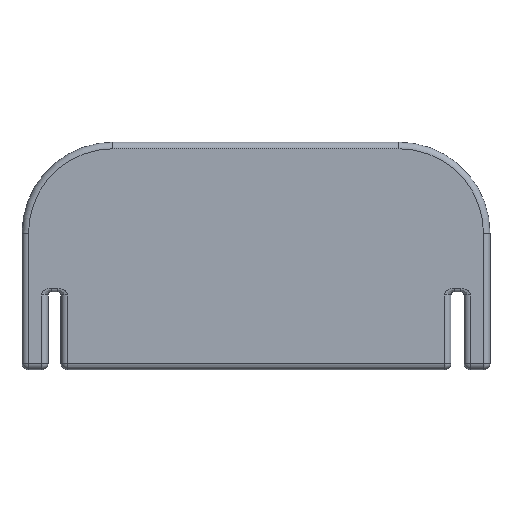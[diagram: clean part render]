
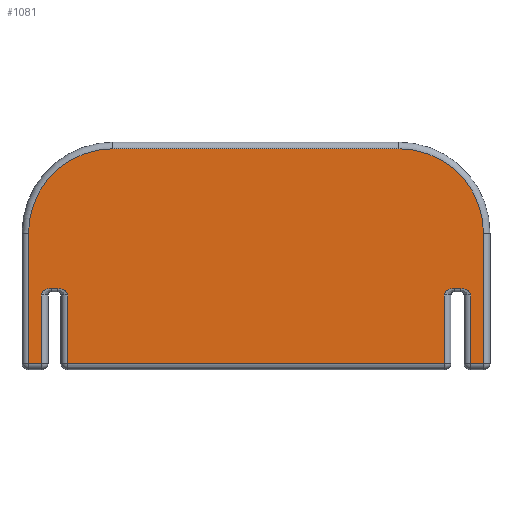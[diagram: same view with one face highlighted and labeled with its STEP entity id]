
A CAD part, front view. The second image highlights one B-rep face of the part: STEP entity #1081.
In plain terms, the highlighted planar face has unit normal (0, -1, 0).
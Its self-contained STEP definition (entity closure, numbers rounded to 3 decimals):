
#19=PLANE('',#1229);
#33=LINE('',#1698,#105);
#35=LINE('',#2022,#107);
#37=LINE('',#2284,#109);
#39=LINE('',#2322,#111);
#42=LINE('',#2340,#114);
#44=LINE('',#2346,#116);
#46=LINE('',#2358,#118);
#48=LINE('',#2367,#120);
#52=LINE('',#2373,#124);
#66=LINE('',#2412,#138);
#78=LINE('',#2430,#150);
#88=LINE('',#2445,#160);
#105=VECTOR('',#1279,10.);
#107=VECTOR('',#1299,10.);
#109=VECTOR('',#1323,10.);
#111=VECTOR('',#1367,10.);
#114=VECTOR('',#1388,10.);
#116=VECTOR('',#1394,10.);
#118=VECTOR('',#1408,10.);
#120=VECTOR('',#1420,10.);
#124=VECTOR('',#1428,10.);
#138=VECTOR('',#1476,10.);
#150=VECTOR('',#1500,10.);
#160=VECTOR('',#1520,10.);
#218=B_SPLINE_CURVE_WITH_KNOTS('',3,(#1847,#1848,#1849,#1850,#1851,#1852,
#1853,#1854),.UNSPECIFIED.,.F.,.F.,(4,1,1,1,1,4),(-1.,-0.786,
-0.571,-0.286,-0.143,0.),
 .UNSPECIFIED.);
#222=B_SPLINE_CURVE_WITH_KNOTS('',3,(#2011,#2012,#2013,#2014,#2015,#2016,
#2017,#2018,#2019),.UNSPECIFIED.,.F.,.F.,(4,1,1,1,1,1,4),(-1.,-0.857,
-0.786,-0.571,-0.286,-0.143,
0.),.UNSPECIFIED.);
#226=B_SPLINE_CURVE_WITH_KNOTS('',3,(#2188,#2189,#2190,#2191,#2192,#2193,
#2194,#2195,#2196),.UNSPECIFIED.,.F.,.F.,(4,1,1,1,1,1,4),(-1.,-0.857,
-0.786,-0.571,-0.286,-0.143,
0.),.UNSPECIFIED.);
#228=B_SPLINE_CURVE_WITH_KNOTS('',3,(#2274,#2275,#2276,#2277,#2278,#2279,
#2280,#2281),.UNSPECIFIED.,.F.,.F.,(4,1,1,1,1,4),(-1.,-0.786,
-0.571,-0.286,-0.143,0.),
 .UNSPECIFIED.);
#301=FACE_OUTER_BOUND('',#375,.T.);
#375=EDGE_LOOP('',(#937,#938,#939,#940,#941,#942,#943,#944,#945,#946,#947,
#948,#949,#950,#951,#952,#953,#954));
#440=CIRCLE('',#1179,13.);
#444=CIRCLE('',#1185,13.);
#461=VERTEX_POINT('',#1600);
#468=VERTEX_POINT('',#1694);
#475=VERTEX_POINT('',#1844);
#476=VERTEX_POINT('',#1846);
#483=VERTEX_POINT('',#2008);
#484=VERTEX_POINT('',#2010);
#491=VERTEX_POINT('',#2185);
#492=VERTEX_POINT('',#2187);
#498=VERTEX_POINT('',#2271);
#499=VERTEX_POINT('',#2273);
#508=VERTEX_POINT('',#2304);
#514=VERTEX_POINT('',#2318);
#517=VERTEX_POINT('',#2328);
#520=VERTEX_POINT('',#2335);
#521=VERTEX_POINT('',#2342);
#523=VERTEX_POINT('',#2348);
#525=VERTEX_POINT('',#2354);
#527=VERTEX_POINT('',#2360);
#553=EDGE_CURVE('',#461,#468,#33,.T.);
#561=EDGE_CURVE('',#475,#476,#218,.T.);
#569=EDGE_CURVE('',#483,#484,#222,.T.);
#571=EDGE_CURVE('',#468,#483,#35,.T.);
#579=EDGE_CURVE('',#491,#492,#226,.T.);
#586=EDGE_CURVE('',#498,#499,#228,.T.);
#588=EDGE_CURVE('',#484,#498,#37,.T.);
#605=EDGE_CURVE('',#499,#514,#39,.T.);
#614=EDGE_CURVE('',#514,#520,#42,.T.);
#617=EDGE_CURVE('',#520,#521,#44,.T.);
#620=EDGE_CURVE('',#521,#523,#440,.T.);
#623=EDGE_CURVE('',#523,#525,#46,.T.);
#626=EDGE_CURVE('',#525,#527,#444,.T.);
#628=EDGE_CURVE('',#527,#517,#48,.T.);
#632=EDGE_CURVE('',#517,#508,#52,.T.);
#654=EDGE_CURVE('',#508,#491,#66,.T.);
#666=EDGE_CURVE('',#492,#475,#78,.T.);
#676=EDGE_CURVE('',#476,#461,#88,.T.);
#937=ORIENTED_EDGE('',*,*,#586,.F.);
#938=ORIENTED_EDGE('',*,*,#588,.F.);
#939=ORIENTED_EDGE('',*,*,#569,.F.);
#940=ORIENTED_EDGE('',*,*,#571,.F.);
#941=ORIENTED_EDGE('',*,*,#553,.F.);
#942=ORIENTED_EDGE('',*,*,#676,.F.);
#943=ORIENTED_EDGE('',*,*,#561,.F.);
#944=ORIENTED_EDGE('',*,*,#666,.F.);
#945=ORIENTED_EDGE('',*,*,#579,.F.);
#946=ORIENTED_EDGE('',*,*,#654,.F.);
#947=ORIENTED_EDGE('',*,*,#632,.F.);
#948=ORIENTED_EDGE('',*,*,#628,.F.);
#949=ORIENTED_EDGE('',*,*,#626,.F.);
#950=ORIENTED_EDGE('',*,*,#623,.F.);
#951=ORIENTED_EDGE('',*,*,#620,.F.);
#952=ORIENTED_EDGE('',*,*,#617,.F.);
#953=ORIENTED_EDGE('',*,*,#614,.F.);
#954=ORIENTED_EDGE('',*,*,#605,.F.);
#1081=ADVANCED_FACE('',(#301),#19,.F.);
#1179=AXIS2_PLACEMENT_3D('',#2352,#1401,#1402);
#1185=AXIS2_PLACEMENT_3D('',#2364,#1415,#1416);
#1229=AXIS2_PLACEMENT_3D('',#2474,#1561,#1562);
#1279=DIRECTION('',(-1.,0.,0.));
#1299=DIRECTION('',(0.,0.,1.));
#1323=DIRECTION('',(-1.,0.,0.));
#1367=DIRECTION('',(0.,0.,-1.));
#1388=DIRECTION('',(-1.,0.,0.));
#1394=DIRECTION('',(0.,0.,1.));
#1401=DIRECTION('center_axis',(0.,1.,0.));
#1402=DIRECTION('ref_axis',(-0.707,0.,0.707));
#1408=DIRECTION('',(1.,0.,0.));
#1415=DIRECTION('center_axis',(0.,1.,0.));
#1416=DIRECTION('ref_axis',(0.707,0.,0.707));
#1420=DIRECTION('',(0.,0.,-1.));
#1428=DIRECTION('',(-1.,0.,0.));
#1476=DIRECTION('',(0.,0.,1.));
#1500=DIRECTION('',(-1.,0.,0.));
#1520=DIRECTION('',(0.,0.,-1.));
#1561=DIRECTION('center_axis',(0.,1.,0.));
#1562=DIRECTION('ref_axis',(1.,0.,0.));
#1600=CARTESIAN_POINT('',(29.,0.,1.));
#1694=CARTESIAN_POINT('',(-29.,0.,1.));
#1698=CARTESIAN_POINT('',(15.,0.,1.));
#1844=CARTESIAN_POINT('',(30.5,0.,12.5));
#1846=CARTESIAN_POINT('',(29.,0.,11.5));
#1847=CARTESIAN_POINT('Ctrl Pts',(30.5,0.,12.5));
#1848=CARTESIAN_POINT('Ctrl Pts',(30.366,0.,12.5));
#1849=CARTESIAN_POINT('Ctrl Pts',(30.072,0.,12.489));
#1850=CARTESIAN_POINT('Ctrl Pts',(29.572,0.,12.331));
#1851=CARTESIAN_POINT('Ctrl Pts',(29.216,0.,12.055));
#1852=CARTESIAN_POINT('Ctrl Pts',(29.036,0.,11.757));
#1853=CARTESIAN_POINT('Ctrl Pts',(29.,0.,11.589));
#1854=CARTESIAN_POINT('Ctrl Pts',(29.,0.,11.5));
#2008=CARTESIAN_POINT('',(-29.,0.,11.5));
#2010=CARTESIAN_POINT('',(-30.5,0.,12.5));
#2011=CARTESIAN_POINT('Ctrl Pts',(-29.,0.,11.5));
#2012=CARTESIAN_POINT('Ctrl Pts',(-29.,0.,11.589));
#2013=CARTESIAN_POINT('Ctrl Pts',(-29.027,0.,11.715));
#2014=CARTESIAN_POINT('Ctrl Pts',(-29.142,0.,11.945));
#2015=CARTESIAN_POINT('Ctrl Pts',(-29.394,0.,12.22));
#2016=CARTESIAN_POINT('Ctrl Pts',(-29.82,0.,12.428));
#2017=CARTESIAN_POINT('Ctrl Pts',(-30.222,0.,12.496));
#2018=CARTESIAN_POINT('Ctrl Pts',(-30.411,0.,12.5));
#2019=CARTESIAN_POINT('Ctrl Pts',(-30.5,0.,12.5));
#2022=CARTESIAN_POINT('',(-29.,0.,8.75));
#2185=CARTESIAN_POINT('',(33.,0.,11.5));
#2187=CARTESIAN_POINT('',(31.5,0.,12.5));
#2188=CARTESIAN_POINT('Ctrl Pts',(33.,0.,11.5));
#2189=CARTESIAN_POINT('Ctrl Pts',(33.,0.,11.589));
#2190=CARTESIAN_POINT('Ctrl Pts',(32.973,0.,11.715));
#2191=CARTESIAN_POINT('Ctrl Pts',(32.858,0.,11.945));
#2192=CARTESIAN_POINT('Ctrl Pts',(32.606,0.,12.22));
#2193=CARTESIAN_POINT('Ctrl Pts',(32.18,0.,12.428));
#2194=CARTESIAN_POINT('Ctrl Pts',(31.778,0.,12.496));
#2195=CARTESIAN_POINT('Ctrl Pts',(31.589,0.,12.5));
#2196=CARTESIAN_POINT('Ctrl Pts',(31.5,0.,12.5));
#2271=CARTESIAN_POINT('',(-31.5,0.,12.5));
#2273=CARTESIAN_POINT('',(-33.,0.,11.5));
#2274=CARTESIAN_POINT('Ctrl Pts',(-31.5,0.,12.5));
#2275=CARTESIAN_POINT('Ctrl Pts',(-31.634,0.,12.5));
#2276=CARTESIAN_POINT('Ctrl Pts',(-31.928,0.,12.489));
#2277=CARTESIAN_POINT('Ctrl Pts',(-32.428,0.,12.331));
#2278=CARTESIAN_POINT('Ctrl Pts',(-32.784,0.,12.055));
#2279=CARTESIAN_POINT('Ctrl Pts',(-32.964,0.,11.757));
#2280=CARTESIAN_POINT('Ctrl Pts',(-33.,0.,11.589));
#2281=CARTESIAN_POINT('Ctrl Pts',(-33.,0.,11.5));
#2284=CARTESIAN_POINT('',(-15.,0.,12.5));
#2304=CARTESIAN_POINT('',(33.,0.,1.));
#2318=CARTESIAN_POINT('',(-33.,0.,1.));
#2322=CARTESIAN_POINT('',(-33.,0.,14.75));
#2328=CARTESIAN_POINT('',(35.,0.,1.));
#2335=CARTESIAN_POINT('',(-35.,0.,1.));
#2340=CARTESIAN_POINT('',(-16.,0.,1.));
#2342=CARTESIAN_POINT('',(-35.,0.,21.));
#2346=CARTESIAN_POINT('',(-35.,0.,8.75));
#2348=CARTESIAN_POINT('',(-22.,0.,34.));
#2352=CARTESIAN_POINT('Origin',(-22.,0.,21.));
#2354=CARTESIAN_POINT('',(22.,0.,34.));
#2358=CARTESIAN_POINT('',(-18.,0.,34.));
#2360=CARTESIAN_POINT('',(35.,0.,21.));
#2364=CARTESIAN_POINT('Origin',(22.,0.,21.));
#2367=CARTESIAN_POINT('',(35.,0.,26.25));
#2373=CARTESIAN_POINT('',(18.,0.,1.));
#2412=CARTESIAN_POINT('',(33.,0.,8.75));
#2430=CARTESIAN_POINT('',(16.,0.,12.5));
#2445=CARTESIAN_POINT('',(29.,0.,14.75));
#2474=CARTESIAN_POINT('Origin',(0.,0.,17.5));
